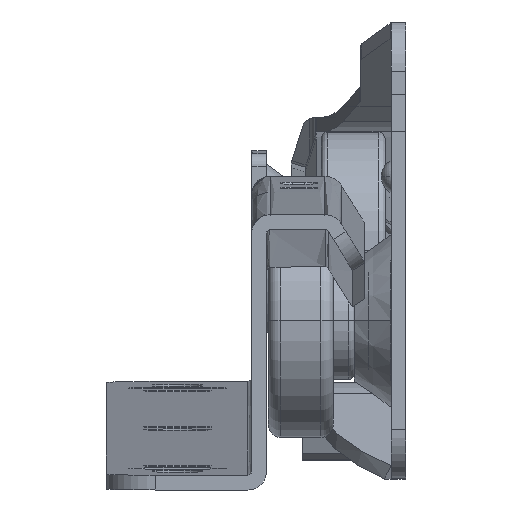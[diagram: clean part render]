
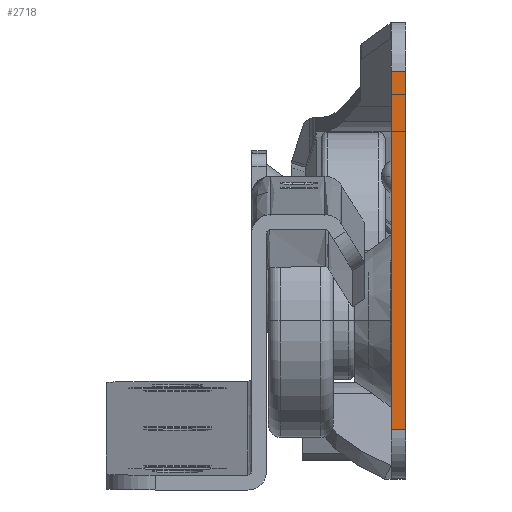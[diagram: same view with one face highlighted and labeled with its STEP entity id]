
A CAD part, top view. The second image highlights one B-rep face of the part: STEP entity #2718.
In plain terms, the highlighted planar face has unit normal (0, 0, 1).
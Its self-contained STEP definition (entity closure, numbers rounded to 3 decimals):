
#65 = PLANE ( 'NONE',  #1185 ) ;
#515 = LINE ( 'NONE', #13775, #5818 ) ;
#1185 = AXIS2_PLACEMENT_3D ( 'NONE', #9785, #8862, #14204 ) ;
#1353 = DIRECTION ( 'NONE',  ( 1., 0., 0. ) ) ;
#2053 = VERTEX_POINT ( 'NONE', #11484 ) ;
#2078 = VECTOR ( 'NONE', #12468, 1000. ) ;
#2718 = ADVANCED_FACE ( 'NONE', ( #13193 ), #65, .T. ) ;
#3014 = CARTESIAN_POINT ( 'NONE',  ( -1.2, -18., 0. ) ) ;
#3410 = ORIENTED_EDGE ( 'NONE', *, *, #7325, .T. ) ;
#3887 = DIRECTION ( 'NONE',  ( -1., 0., 0. ) ) ;
#4315 = EDGE_LOOP ( 'NONE', ( #12815, #3410, #8848, #5456 ) ) ;
#4883 = LINE ( 'NONE', #6895, #2078 ) ;
#5456 = ORIENTED_EDGE ( 'NONE', *, *, #10832, .T. ) ;
#5535 = CARTESIAN_POINT ( 'NONE',  ( -1.2, -14., 0. ) ) ;
#5788 = VECTOR ( 'NONE', #8429, 1000. ) ;
#5818 = VECTOR ( 'NONE', #3887, 1000. ) ;
#6895 = CARTESIAN_POINT ( 'NONE',  ( 0., -18., 0. ) ) ;
#7282 = LINE ( 'NONE', #3014, #5788 ) ;
#7325 = EDGE_CURVE ( 'NONE', #2053, #9490, #8992, .T. ) ;
#7846 = CARTESIAN_POINT ( 'NONE',  ( 0., -14., 0. ) ) ;
#8257 = VECTOR ( 'NONE', #1353, 1000. ) ;
#8429 = DIRECTION ( 'NONE',  ( 0., -1., 0. ) ) ;
#8848 = ORIENTED_EDGE ( 'NONE', *, *, #9650, .F. ) ;
#8862 = DIRECTION ( 'NONE',  ( 0., 0., 1. ) ) ;
#8992 = LINE ( 'NONE', #5535, #8257 ) ;
#9490 = VERTEX_POINT ( 'NONE', #7846 ) ;
#9650 = EDGE_CURVE ( 'NONE', #13732, #9490, #4883, .T. ) ;
#9750 = EDGE_CURVE ( 'NONE', #14156, #2053, #7282, .T. ) ;
#9785 = CARTESIAN_POINT ( 'NONE',  ( -1.2, -18., 0. ) ) ;
#10832 = EDGE_CURVE ( 'NONE', #13732, #14156, #515, .T. ) ;
#11471 = CARTESIAN_POINT ( 'NONE',  ( -1.2, 15., 0. ) ) ;
#11484 = CARTESIAN_POINT ( 'NONE',  ( -1.2, -14., 0. ) ) ;
#11799 = CARTESIAN_POINT ( 'NONE',  ( 0., 15., 0. ) ) ;
#12468 = DIRECTION ( 'NONE',  ( 0., -1., 0. ) ) ;
#12815 = ORIENTED_EDGE ( 'NONE', *, *, #9750, .T. ) ;
#13193 = FACE_OUTER_BOUND ( 'NONE', #4315, .T. ) ;
#13732 = VERTEX_POINT ( 'NONE', #11799 ) ;
#13775 = CARTESIAN_POINT ( 'NONE',  ( -1.2, 15., 0. ) ) ;
#14156 = VERTEX_POINT ( 'NONE', #11471 ) ;
#14204 = DIRECTION ( 'NONE',  ( 1., 0., 0. ) ) ;
